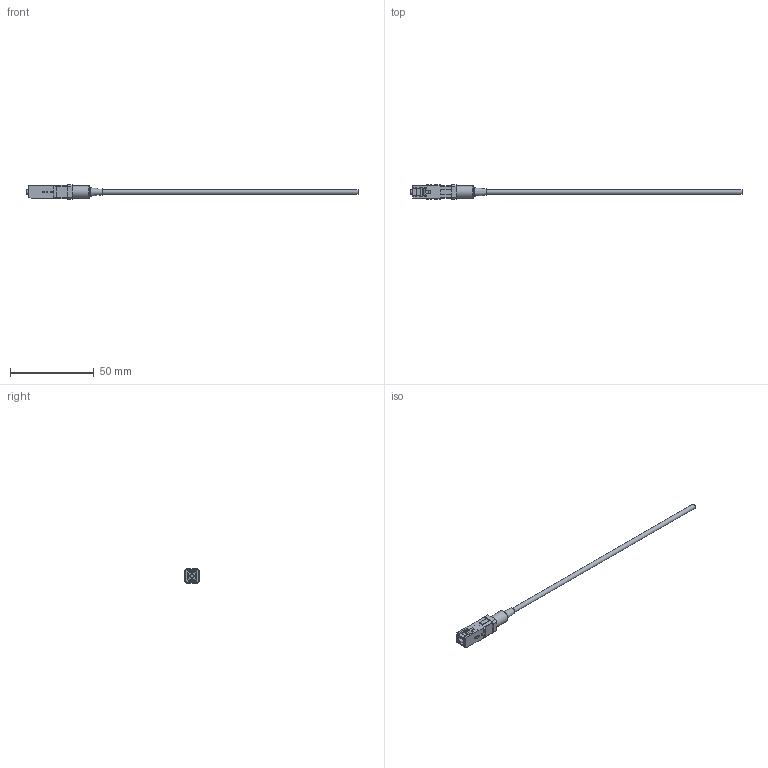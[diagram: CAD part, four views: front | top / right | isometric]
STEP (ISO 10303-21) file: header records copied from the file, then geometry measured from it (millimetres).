
FILE_DESCRIPTION (( 'STEP AP214' ), '1' );
FILE_NAME ('FPT9SNG-SC-12PK.STEP', '2018-01-16T20:27:55', ( '' ), ( '' ), 'SwSTEP 2.0', 'SolidWorks 2014', '' );
FILE_SCHEMA (( 'AUTOMOTIVE_DESIGN' ));
Length unit declared in the file: inch
Products named in the file (7): CONN-95-200-08-BP3B_900u BOOT; 1AY07-039; CONN-95-200-08-BP3B MA4; CONN-95-200-08-BP3B MA1; CONN-95-200-08-BP3B MA2; 1AL06-096; FPT9SNG-SC-12PK
Assembly tree (6 placements, depth 3):
  FPT9SNG-SC-12PK
    1AL06-096
    CONN-95-200-08-BP3B_900u BOOT
      CONN-95-200-08-BP3B MA2
      CONN-95-200-08-BP3B MA1
      CONN-95-200-08-BP3B MA4
      1AY07-039
Bounding box: 197.66 x 8.89 x 8.89 mm (x, y, z)
Volume: 2386.4 mm3; surface area: 4671.9 mm2
Topology: 5 solids, 5 shells, 193 faces, 521 edges, 342 vertices
Faces by surface type: plane 167, cylinder 19, torus 4, cone 3
Full cylindrical faces by diameter (mm): 2.502 x1, 2.794 x1, 3.175 x1, 3.683 x1, 4.826 x2, 5.537 x1, 6.35 x1, 7.366 x1
Entity records: 6509 total; most frequent: CARTESIAN_POINT 1082, ORIENTED_EDGE 1002, DIRECTION 951, EDGE_CURVE 501, VECTOR 445, LINE 445, VERTEX_POINT 338, AXIS2_PLACEMENT_3D 253
